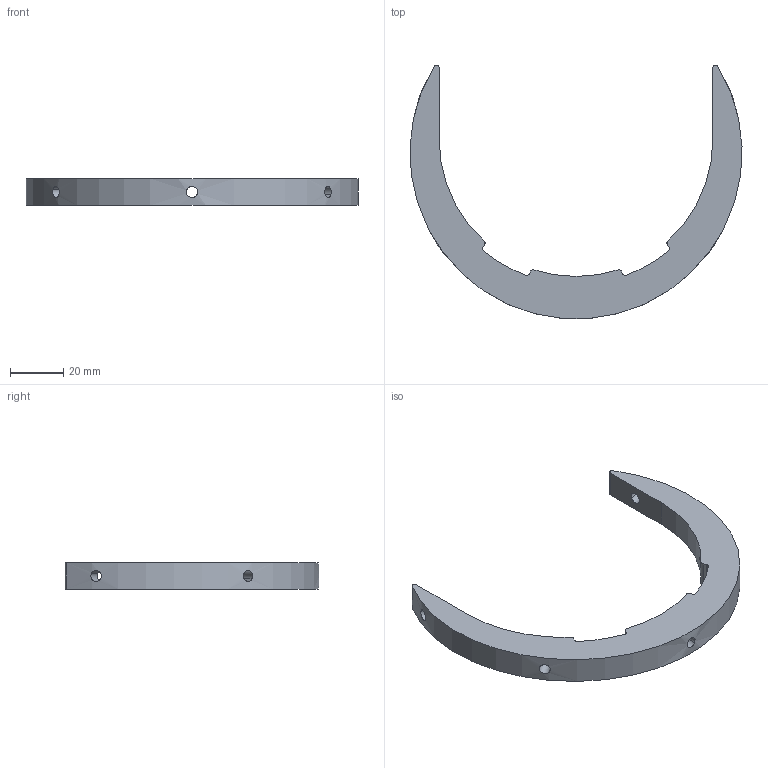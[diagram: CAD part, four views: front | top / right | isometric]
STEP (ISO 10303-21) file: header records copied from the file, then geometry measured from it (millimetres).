
FILE_DESCRIPTION(('CATIA V5 STEP Exchange'),'2;1');
FILE_NAME('Bague_Maintient_Module.stp','2023-02-07T13:49:39+00:00',('none'),('none'),'CATIA Version 5 Release 19 GA (IN-10)','CATIA V5 STEP AP203','none');
FILE_SCHEMA(('CONFIG_CONTROL_DESIGN'));
Length unit declared in the file: millimetre
Products named in the file (1): Bague_Maintient_Module
Bounding box: 124.9 x 95.53 x 10 mm (x, y, z)
Volume: 28114.5 mm3; surface area: 11375 mm2
Topology: 1 solids, 1 shells, 34 faces, 96 edges, 64 vertices
Faces by surface type: cylinder 26, plane 8
Entity records: 1330 total; most frequent: CARTESIAN_POINT 455, ORIENTED_EDGE 192, DIRECTION 128, EDGE_CURVE 96, VERTEX_POINT 64, AXIS2_PLACEMENT_3D 59, VECTOR 44, EDGE_LOOP 44
